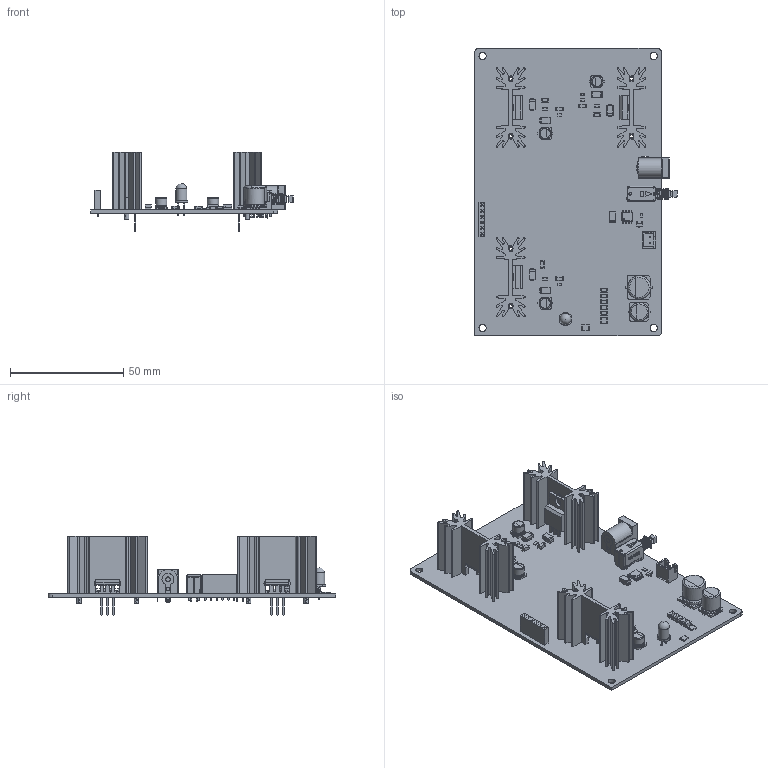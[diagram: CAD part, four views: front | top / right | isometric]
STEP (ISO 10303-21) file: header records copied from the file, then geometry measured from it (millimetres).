
FILE_DESCRIPTION(('KiCad electronic assembly'),'2;1');
FILE_NAME('Power_supply.step','2025-02-23T17:05:53',('Pcbnew'),('Kicad') ,'Open CASCADE STEP processor 7.8','KiCad to STEP converter','Unknown' );
FILE_SCHEMA(('AUTOMOTIVE_DESIGN { 1 0 10303 214 1 1 1 1 }'));
Length unit declared in the file: millimetre
Products named in the file (279): Power_supply 1; C_1206_3216Metric; D_SMA; SOIC-8_3.9x4.9mm_P1.27mm; SOIC_8_39x49mm_P127mm; R_0805_2012Metric; CP_Elec_5x5.4; CP_Elec_5x54; JST_XH_B2B-XH-A_1x02_P2.50mm_Vertical; JST_B2B_XH_A; R_1210_3225Metric; LED_D5.0mm; PinSocket_1x06_P2.54mm_Vertical; CP_Elec_10x10.5; CP_Elec_10x105; SOT-23; SOT_23; TO-220-3_Vertical; sk_104_25.4_stc; =>[0:1:1:2]; =>[0:1:1:4]; =>[0:1:1:6]; C_0805_2012Metric; BarrelJack_Horizontal; CP_Elec_8x10; PN22SJNA03QE; FACE; Power_supply_PCB
Assembly tree (307 placements, depth 3):
  Power_supply 1
    C_1206_3216Metric  x11
      C_1206_3216Metric
    D_SMA  x7
      D_SMA
    SOIC-8_3.9x4.9mm_P1.27mm
      SOIC_8_39x49mm_P127mm
    R_0805_2012Metric  x7
      R_0805_2012Metric
    CP_Elec_5x5.4  x3
      CP_Elec_5x54
    JST_XH_B2B-XH-A_1x02_P2.50mm_Vertical
      JST_B2B_XH_A
    R_1210_3225Metric  x2
      R_1210_3225Metric
    LED_D5.0mm
      LED_D5.0mm
    PinSocket_1x06_P2.54mm_Vertical
      PinSocket_1x06_P2.54mm_Vertical
    CP_Elec_10x10.5
      CP_Elec_10x105
    SOT-23
      SOT_23
    TO-220-3_Vertical  x3
      TO-220-3_Vertical
    sk_104_25.4_stc  x3
      =>[0:1:1:2]
      =>[0:1:1:4]
      =>[0:1:1:6]
    C_0805_2012Metric
      C_0805_2012Metric
    BarrelJack_Horizontal
      BarrelJack_Horizontal
    CP_Elec_8x10
      CP_Elec_8x10
    PN22SJNA03QE
      FACE
      FACE
      FACE
      FACE
      FACE
      FACE
      FACE
      FACE
      FACE
      FACE
      FACE
      FACE
      FACE
      FACE
      FACE
      FACE
      FACE
      FACE
      FACE
      FACE
      FACE
      FACE
      FACE
      FACE
Bounding box: 89.44 x 127 x 35.15 mm (x, y, z)
Volume: 32634.8 mm3; surface area: 45568.8 mm2
Topology: 56 solids, 298 shells, 2714 faces, 8815 edges, 6347 vertices
Faces by surface type: plane 1582, cylinder 568, extrusion 196, revolution 179, bspline 151, torus 32, sphere 6
Full cylindrical faces by diameter (mm): 0.6 x1, 0.9 x8, 1 x10, 1.1 x9, 1.4 x2, 1.5 x2, 2 x2, 2.5 x6, 3.2 x4, 3.735 x3, 4.9 x1, 5 x6, 6.3 x1, 8 x2, 10 x2
Entity records: 71057 total; most frequent: CARTESIAN_POINT 15861, DIRECTION 8879, ORIENTED_EDGE 8190, EDGE_CURVE 5119, VECTOR 4516, LINE 4320, VERTEX_POINT 4023, AXIS2_PLACEMENT_3D 2139
